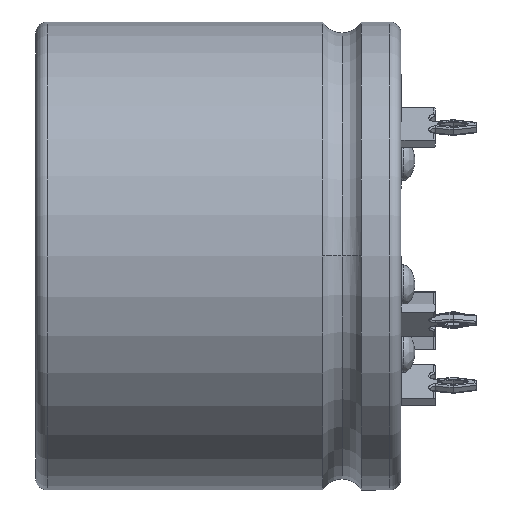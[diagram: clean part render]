
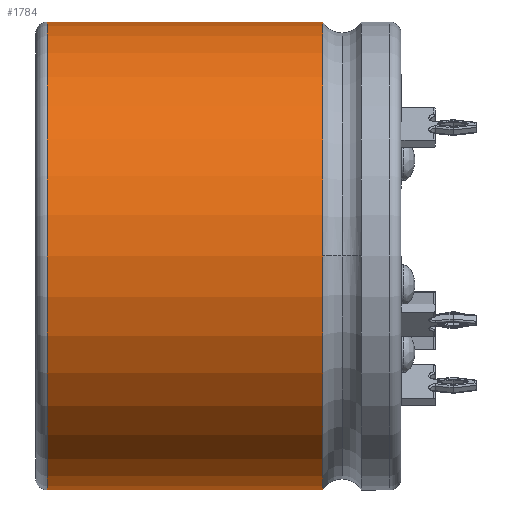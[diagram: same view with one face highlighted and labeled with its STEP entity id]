
A CAD part, left-side view. The second image highlights one B-rep face of the part: STEP entity #1784.
In plain terms, the highlighted cylindrical face has radius 20.5 mm (diameter 41 mm), a partial arc.
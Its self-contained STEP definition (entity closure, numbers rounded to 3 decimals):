
#26 = CARTESIAN_POINT ( 'NONE',  ( 0., 6.867, 0. ) ) ;
#430 = CIRCLE ( 'NONE', #10857, 20.5 ) ;
#1348 = CARTESIAN_POINT ( 'NONE',  ( 0., 6.867, 20.5 ) ) ;
#1527 = EDGE_CURVE ( 'NONE', #2439, #1902, #5282, .T. ) ;
#1734 = ORIENTED_EDGE ( 'NONE', *, *, #11427, .F. ) ;
#1784 = ADVANCED_FACE ( 'NONE', ( #11125 ), #6819, .T. ) ;
#1902 = VERTEX_POINT ( 'NONE', #1348 ) ;
#2138 = CARTESIAN_POINT ( 'NONE',  ( -20.5, 6.867, 0. ) ) ;
#2439 = VERTEX_POINT ( 'NONE', #11469 ) ;
#2782 = EDGE_CURVE ( 'NONE', #8552, #10760, #11077, .T. ) ;
#2961 = AXIS2_PLACEMENT_3D ( 'NONE', #26, #10898, #12082 ) ;
#3364 = DIRECTION ( 'NONE',  ( 0., -1., 0. ) ) ;
#3410 = CARTESIAN_POINT ( 'NONE',  ( 0., 32., 0. ) ) ;
#3573 = DIRECTION ( 'NONE',  ( 0., -1., 0. ) ) ;
#4335 = EDGE_CURVE ( 'NONE', #1902, #11378, #430, .T. ) ;
#4460 = DIRECTION ( 'NONE',  ( 0., 0., -1. ) ) ;
#4725 = EDGE_LOOP ( 'NONE', ( #7561, #6583, #9187, #1734, #6866 ) ) ;
#5282 = LINE ( 'NONE', #13419, #13699 ) ;
#6583 = ORIENTED_EDGE ( 'NONE', *, *, #12887, .T. ) ;
#6819 = CYLINDRICAL_SURFACE ( 'NONE', #14173, 20.5 ) ;
#6866 = ORIENTED_EDGE ( 'NONE', *, *, #4335, .F. ) ;
#7561 = ORIENTED_EDGE ( 'NONE', *, *, #1527, .F. ) ;
#7873 = DIRECTION ( 'NONE',  ( 0., -1., 0. ) ) ;
#8552 = VERTEX_POINT ( 'NONE', #9450 ) ;
#9187 = ORIENTED_EDGE ( 'NONE', *, *, #2782, .T. ) ;
#9193 = CARTESIAN_POINT ( 'NONE',  ( 0., 6.867, 0. ) ) ;
#9295 = DIRECTION ( 'NONE',  ( 1., 0., 0. ) ) ;
#9450 = CARTESIAN_POINT ( 'NONE',  ( 0., 31., -20.5 ) ) ;
#9897 = CARTESIAN_POINT ( 'NONE',  ( 0., 32., -20.5 ) ) ;
#9987 = CARTESIAN_POINT ( 'NONE',  ( 0., 6.867, -20.5 ) ) ;
#10758 = DIRECTION ( 'NONE',  ( 0., 0., 1. ) ) ;
#10760 = VERTEX_POINT ( 'NONE', #9987 ) ;
#10857 = AXIS2_PLACEMENT_3D ( 'NONE', #9193, #3573, #9295 ) ;
#10898 = DIRECTION ( 'NONE',  ( 0., -1., 0. ) ) ;
#10906 = VECTOR ( 'NONE', #3364, 1000. ) ;
#11070 = DIRECTION ( 'NONE',  ( 0., -1., 0. ) ) ;
#11077 = LINE ( 'NONE', #9897, #10906 ) ;
#11125 = FACE_OUTER_BOUND ( 'NONE', #4725, .T. ) ;
#11378 = VERTEX_POINT ( 'NONE', #2138 ) ;
#11427 = EDGE_CURVE ( 'NONE', #11378, #10760, #12299, .T. ) ;
#11469 = CARTESIAN_POINT ( 'NONE',  ( 0., 31., 20.5 ) ) ;
#11716 = CIRCLE ( 'NONE', #11806, 20.5 ) ;
#11763 = CARTESIAN_POINT ( 'NONE',  ( 0., 31., 0. ) ) ;
#11806 = AXIS2_PLACEMENT_3D ( 'NONE', #11763, #14047, #10758 ) ;
#12082 = DIRECTION ( 'NONE',  ( 1., 0., 0. ) ) ;
#12299 = CIRCLE ( 'NONE', #2961, 20.5 ) ;
#12887 = EDGE_CURVE ( 'NONE', #2439, #8552, #11716, .T. ) ;
#13419 = CARTESIAN_POINT ( 'NONE',  ( 0., 32., 20.5 ) ) ;
#13699 = VECTOR ( 'NONE', #7873, 1000. ) ;
#14047 = DIRECTION ( 'NONE',  ( 0., -1., 0. ) ) ;
#14173 = AXIS2_PLACEMENT_3D ( 'NONE', #3410, #11070, #4460 ) ;
